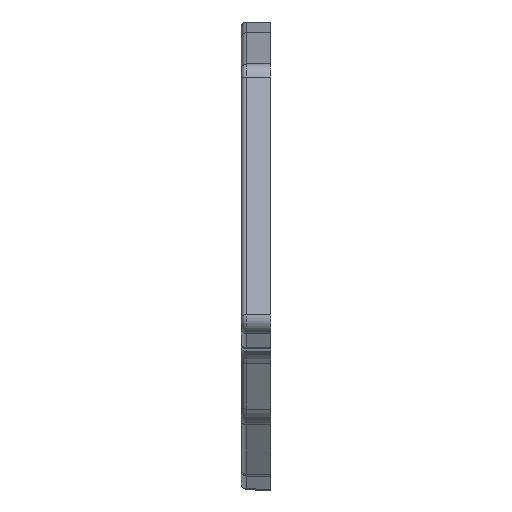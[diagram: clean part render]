
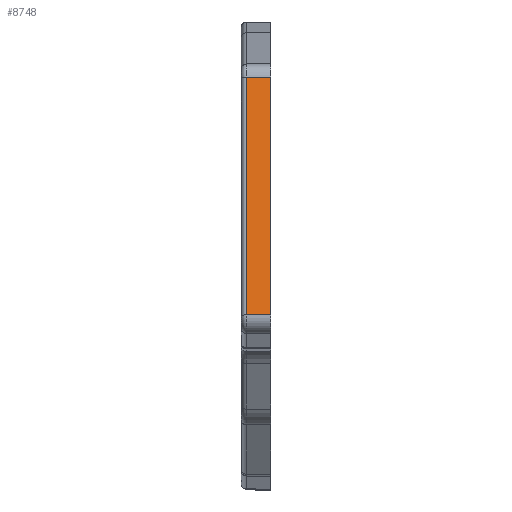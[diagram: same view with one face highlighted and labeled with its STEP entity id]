
A CAD part, left-side view. The second image highlights one B-rep face of the part: STEP entity #8748.
In plain terms, the highlighted planar face has unit normal (-0.986, 0, 0.169).
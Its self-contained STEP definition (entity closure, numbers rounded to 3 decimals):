
#8748=ADVANCED_FACE('',(#16385),#16387,.T.);
#16385=FACE_BOUND('',#16386,.T.);
#16386=EDGE_LOOP('',(#23881,#23882,#23883,#23884));
#16387=PLANE('',#16388);
#16388=AXIS2_PLACEMENT_3D('',#16389,#16390,#16391);
#16389=CARTESIAN_POINT('',(-127.486,1.99,37.764));
#16390=DIRECTION('',(-0.986,0.,0.169));
#16391=DIRECTION('',(-0.169,0.,-0.986));
#23881=ORIENTED_EDGE('',*,*,#26938,.T.);
#23882=ORIENTED_EDGE('',*,*,#27051,.T.);
#23883=ORIENTED_EDGE('',*,*,#26837,.F.);
#23884=ORIENTED_EDGE('',*,*,#27050,.F.);
#26837=EDGE_CURVE('',#31667,#31669,#31670,.T.);
#26938=EDGE_CURVE('',#31839,#31836,#31840,.T.);
#27050=EDGE_CURVE('',#31839,#31667,#31975,.T.);
#27051=EDGE_CURVE('',#31836,#31669,#31976,.T.);
#31667=VERTEX_POINT('',#43245);
#31669=VERTEX_POINT('',#43250);
#31670=LINE('',#43251,#43252);
#31836=VERTEX_POINT('',#43670);
#31839=VERTEX_POINT('',#43679);
#31840=LINE('',#43680,#43681);
#31975=LINE('',#44076,#44077);
#31976=LINE('',#44079,#44080);
#43245=CARTESIAN_POINT('',(-127.486,-4.2,37.764));
#43250=CARTESIAN_POINT('',(-136.114,-4.2,-12.448));
#43251=CARTESIAN_POINT('',(-127.486,-4.2,37.764));
#43252=VECTOR('',#43253,1.);
#43253=DIRECTION('',(-0.169,0.,-0.986));
#43670=CARTESIAN_POINT('',(-136.114,0.99,-12.448));
#43679=CARTESIAN_POINT('',(-127.486,0.99,37.764));
#43680=CARTESIAN_POINT('',(-127.486,0.99,37.764));
#43681=VECTOR('',#43682,1.);
#43682=DIRECTION('',(-0.169,0.,-0.986));
#44076=CARTESIAN_POINT('',(-127.486,0.99,37.764));
#44077=VECTOR('',#44078,1.);
#44078=DIRECTION('',(0.,-1.,0.));
#44079=CARTESIAN_POINT('',(-136.114,0.99,-12.448));
#44080=VECTOR('',#44081,1.);
#44081=DIRECTION('',(0.,-1.,0.));
